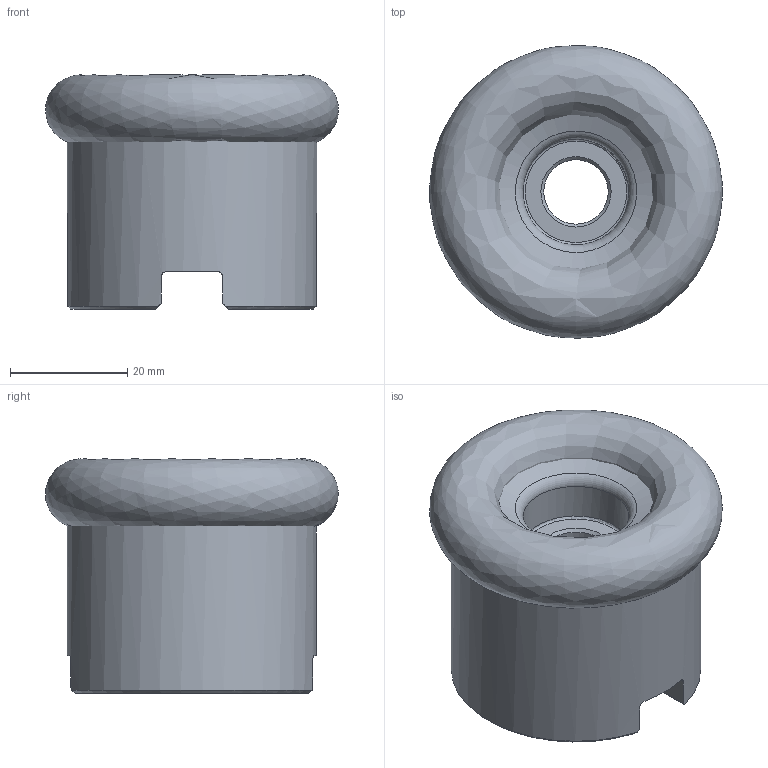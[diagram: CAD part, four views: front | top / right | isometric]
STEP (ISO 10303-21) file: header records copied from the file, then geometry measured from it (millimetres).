
FILE_DESCRIPTION(/* description */ (''),/* implementation_level */ '2;1');
FILE_NAME(/* name */ '50A04R_SMORC12_C_SIM.stp',/* time_stamp */ '2018-03-29T06:59:34+02:00',/* author */ (''),/* organization */ (''),/* preprocessor_version */ 'ST-DEVELOPER v15',/* originating_system */ 'SIEMENS PLM Software NX 8.5',/* authorisation */ '');
FILE_SCHEMA (('AUTOMOTIVE_DESIGN { 1 0 10303 214 3 1 1 1 }'));
Length unit declared in the file: millimetre
Products named in the file (1): bl5421642C31c5dt
Bounding box: 49.99 x 49.92 x 39.99 mm (x, y, z)
Volume: 54865 mm3; surface area: 14725.7 mm2
Topology: 2 solids, 2 shells, 57 faces, 143 edges, 89 vertices
Faces by surface type: cylinder 19, plane 15, torus 12, cone 10, revolution 1
Full cylindrical faces by diameter (mm): 11 x1, 18.1 x1, 22.006 x1, 22.2 x1, 42.6 x1
Entity records: 1675 total; most frequent: CARTESIAN_POINT 411, DIRECTION 257, ORIENTED_EDGE 230, EDGE_CURVE 115, AXIS2_PLACEMENT_3D 112, VERTEX_POINT 82, EDGE_LOOP 78, ADVANCED_FACE 57
